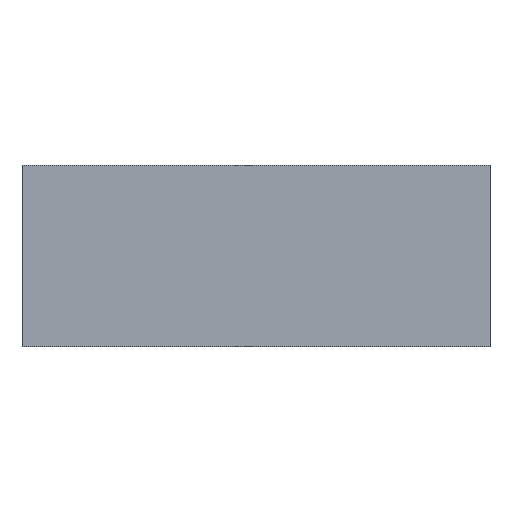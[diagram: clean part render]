
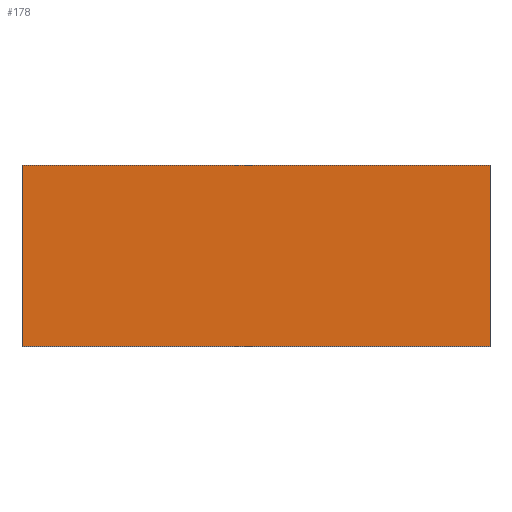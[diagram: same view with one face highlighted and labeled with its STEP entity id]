
A CAD part, top view. The second image highlights one B-rep face of the part: STEP entity #178.
In plain terms, the highlighted planar face has unit normal (0, 0, 1).
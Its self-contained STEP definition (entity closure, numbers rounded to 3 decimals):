
#2 = CARTESIAN_POINT ( 'NONE',  ( 0., 0., 0.95 ) ) ;
#14 = EDGE_CURVE ( 'NONE', #98, #230, #110, .T. ) ;
#16 = CARTESIAN_POINT ( 'NONE',  ( -15.9, 6.15, 0.95 ) ) ;
#30 = CARTESIAN_POINT ( 'NONE',  ( -15.9, -6.15, 0.95 ) ) ;
#34 = EDGE_CURVE ( 'NONE', #230, #181, #105, .T. ) ;
#39 = CARTESIAN_POINT ( 'NONE',  ( 15.9, 6.15, 0.95 ) ) ;
#47 = VECTOR ( 'NONE', #111, 1000. ) ;
#48 = CARTESIAN_POINT ( 'NONE',  ( -15.9, -6.15, 0.95 ) ) ;
#53 = PLANE ( 'NONE',  #132 ) ;
#63 = EDGE_CURVE ( 'NONE', #233, #98, #135, .T. ) ;
#70 = DIRECTION ( 'NONE',  ( 0., -1., 0. ) ) ;
#87 = DIRECTION ( 'NONE',  ( 1., 0., 0. ) ) ;
#90 = VECTOR ( 'NONE', #70, 1000. ) ;
#93 = EDGE_LOOP ( 'NONE', ( #215, #161, #223, #167 ) ) ;
#98 = VERTEX_POINT ( 'NONE', #234 ) ;
#105 = LINE ( 'NONE', #216, #47 ) ;
#108 = EDGE_CURVE ( 'NONE', #181, #233, #203, .T. ) ;
#110 = LINE ( 'NONE', #156, #198 ) ;
#111 = DIRECTION ( 'NONE',  ( -1., 0., 0. ) ) ;
#132 = AXIS2_PLACEMENT_3D ( 'NONE', #2, #149, #133 ) ;
#133 = DIRECTION ( 'NONE',  ( -1., 0., 0. ) ) ;
#135 = LINE ( 'NONE', #48, #172 ) ;
#138 = FACE_OUTER_BOUND ( 'NONE', #93, .T. ) ;
#141 = DIRECTION ( 'NONE',  ( 0., 1., 0. ) ) ;
#149 = DIRECTION ( 'NONE',  ( 0., 0., -1. ) ) ;
#156 = CARTESIAN_POINT ( 'NONE',  ( 15.9, -6.15, 0.95 ) ) ;
#161 = ORIENTED_EDGE ( 'NONE', *, *, #34, .T. ) ;
#167 = ORIENTED_EDGE ( 'NONE', *, *, #63, .T. ) ;
#172 = VECTOR ( 'NONE', #87, 1000. ) ;
#178 = ADVANCED_FACE ( 'NONE', ( #138 ), #53, .F. ) ;
#181 = VERTEX_POINT ( 'NONE', #16 ) ;
#198 = VECTOR ( 'NONE', #141, 1000. ) ;
#203 = LINE ( 'NONE', #30, #90 ) ;
#207 = CARTESIAN_POINT ( 'NONE',  ( -15.9, -6.15, 0.95 ) ) ;
#215 = ORIENTED_EDGE ( 'NONE', *, *, #14, .T. ) ;
#216 = CARTESIAN_POINT ( 'NONE',  ( -15.9, 6.15, 0.95 ) ) ;
#223 = ORIENTED_EDGE ( 'NONE', *, *, #108, .T. ) ;
#230 = VERTEX_POINT ( 'NONE', #39 ) ;
#233 = VERTEX_POINT ( 'NONE', #207 ) ;
#234 = CARTESIAN_POINT ( 'NONE',  ( 15.9, -6.15, 0.95 ) ) ;
